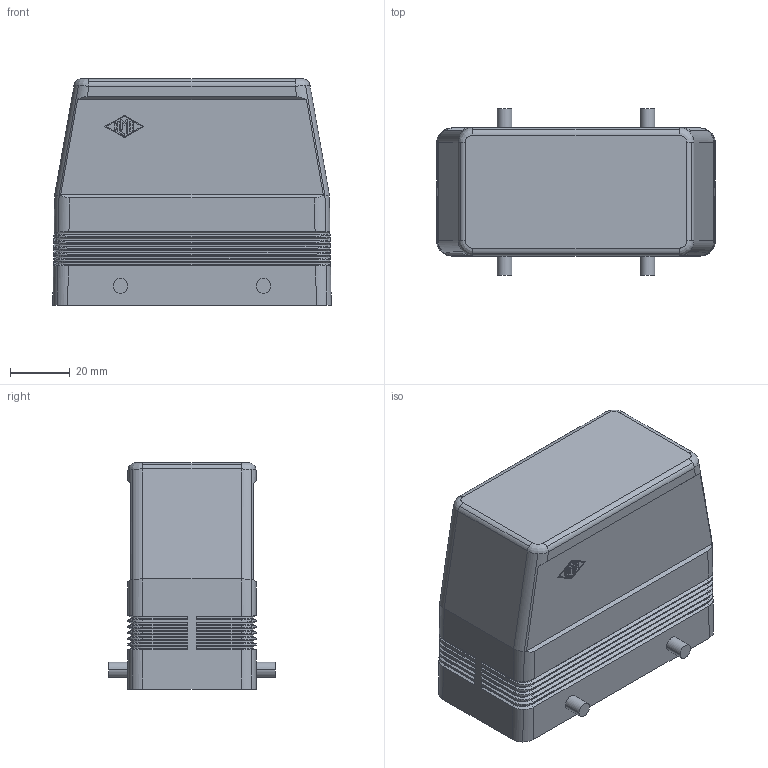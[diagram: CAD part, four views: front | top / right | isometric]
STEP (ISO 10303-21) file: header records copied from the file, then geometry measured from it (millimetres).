
FILE_DESCRIPTION((''),'2;1');
FILE_NAME('CAC 16 .stp','2007-01-02T16:41:13',('gembarski'),(''),'Autodesk Inventor 7','Autodesk Inventor 7','');
FILE_SCHEMA(('AUTOMOTIVE_DESIGN { 1 0 10303 214 1 1 1 1 }'));
Length unit declared in the file: millimetre
Products named in the file (1): CAC 16 
Bounding box: 93.5 x 55.8 x 76 mm (x, y, z)
Volume: 67702.4 mm3; surface area: 46124.8 mm2
Topology: 1 solids, 1 shells, 442 faces, 1115 edges, 682 vertices
Faces by surface type: plane 153, bspline 131, cylinder 130, cone 28
Entity records: 14294 total; most frequent: CARTESIAN_POINT 4177, ORIENTED_EDGE 2214, DIRECTION 1907, EDGE_CURVE 1107, VECTOR 739, LINE 739, VERTEX_POINT 682, AXIS2_PLACEMENT_3D 584
